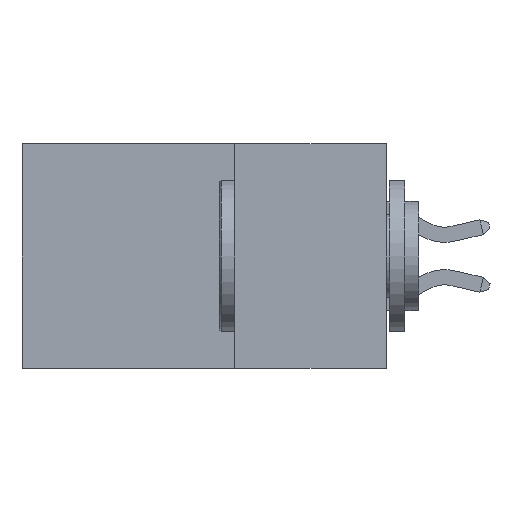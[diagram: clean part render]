
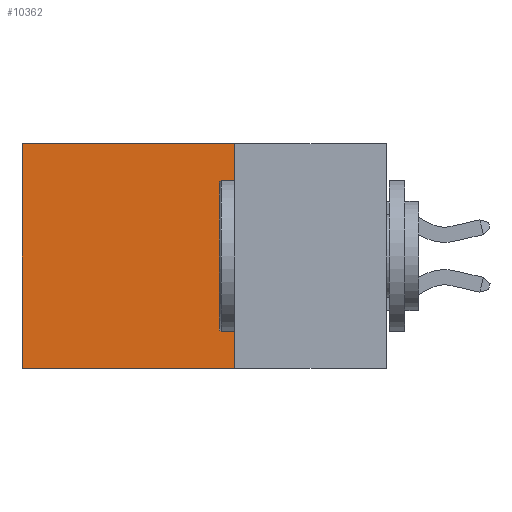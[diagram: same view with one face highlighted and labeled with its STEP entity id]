
A CAD part, left-side view. The second image highlights one B-rep face of the part: STEP entity #10362.
In plain terms, the highlighted planar face has unit normal (-1, 0, 0).
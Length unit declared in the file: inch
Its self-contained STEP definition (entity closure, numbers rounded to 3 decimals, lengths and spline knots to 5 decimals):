
#149 = EDGE_CURVE ( 'NONE', #18961, #14728, #6952, .T. ) ;
#1328 = VECTOR ( 'NONE', #8573, 39.37008 ) ;
#1740 = FACE_OUTER_BOUND ( 'NONE', #7460, .T. ) ;
#1850 = CARTESIAN_POINT ( 'NONE',  ( 0.2615, 0.6, -0.37 ) ) ;
#2445 = LINE ( 'NONE', #14220, #6523 ) ;
#2781 = PLANE ( 'NONE',  #4083 ) ;
#2988 = DIRECTION ( 'NONE',  ( 0., 0., -1. ) ) ;
#4083 = AXIS2_PLACEMENT_3D ( 'NONE', #17327, #4328, #14567 ) ;
#4328 = DIRECTION ( 'NONE',  ( 1., 0., 0. ) ) ;
#6523 = VECTOR ( 'NONE', #7011, 39.37008 ) ;
#6952 = LINE ( 'NONE', #10639, #14183 ) ;
#7011 = DIRECTION ( 'NONE',  ( 0., 1., 0. ) ) ;
#7109 = CARTESIAN_POINT ( 'NONE',  ( 0.2615, 0.25, 0. ) ) ;
#7391 = VECTOR ( 'NONE', #18126, 39.37008 ) ;
#7460 = EDGE_LOOP ( 'NONE', ( #17962, #14823, #8567, #16452 ) ) ;
#8567 = ORIENTED_EDGE ( 'NONE', *, *, #149, .F. ) ;
#8573 = DIRECTION ( 'NONE',  ( 0., 1., 0. ) ) ;
#10362 = ADVANCED_FACE ( 'NONE', ( #1740 ), #2781, .F. ) ;
#10639 = CARTESIAN_POINT ( 'NONE',  ( 0.2615, 0.25, -0.37 ) ) ;
#10806 = CARTESIAN_POINT ( 'NONE',  ( 0.2615, 0.6, -0.37 ) ) ;
#11493 = EDGE_CURVE ( 'NONE', #14728, #12644, #2445, .T. ) ;
#12644 = VERTEX_POINT ( 'NONE', #10806 ) ;
#12711 = EDGE_CURVE ( 'NONE', #18213, #12644, #18891, .T. ) ;
#13667 = CARTESIAN_POINT ( 'NONE',  ( 0.2615, 0.25, 0. ) ) ;
#13969 = CARTESIAN_POINT ( 'NONE',  ( 0.2615, 0.25, -0.37 ) ) ;
#14178 = EDGE_CURVE ( 'NONE', #18961, #18213, #16137, .T. ) ;
#14183 = VECTOR ( 'NONE', #2988, 39.37008 ) ;
#14220 = CARTESIAN_POINT ( 'NONE',  ( 0.2615, 0.25, -0.37 ) ) ;
#14567 = DIRECTION ( 'NONE',  ( 0., 0., -1. ) ) ;
#14728 = VERTEX_POINT ( 'NONE', #13969 ) ;
#14823 = ORIENTED_EDGE ( 'NONE', *, *, #11493, .F. ) ;
#16137 = LINE ( 'NONE', #7109, #1328 ) ;
#16452 = ORIENTED_EDGE ( 'NONE', *, *, #14178, .T. ) ;
#17327 = CARTESIAN_POINT ( 'NONE',  ( 0.2615, 0.25, -0.37 ) ) ;
#17724 = CARTESIAN_POINT ( 'NONE',  ( 0.2615, 0.6, 0. ) ) ;
#17962 = ORIENTED_EDGE ( 'NONE', *, *, #12711, .T. ) ;
#18126 = DIRECTION ( 'NONE',  ( 0., 0., -1. ) ) ;
#18213 = VERTEX_POINT ( 'NONE', #17724 ) ;
#18891 = LINE ( 'NONE', #1850, #7391 ) ;
#18961 = VERTEX_POINT ( 'NONE', #13667 ) ;
